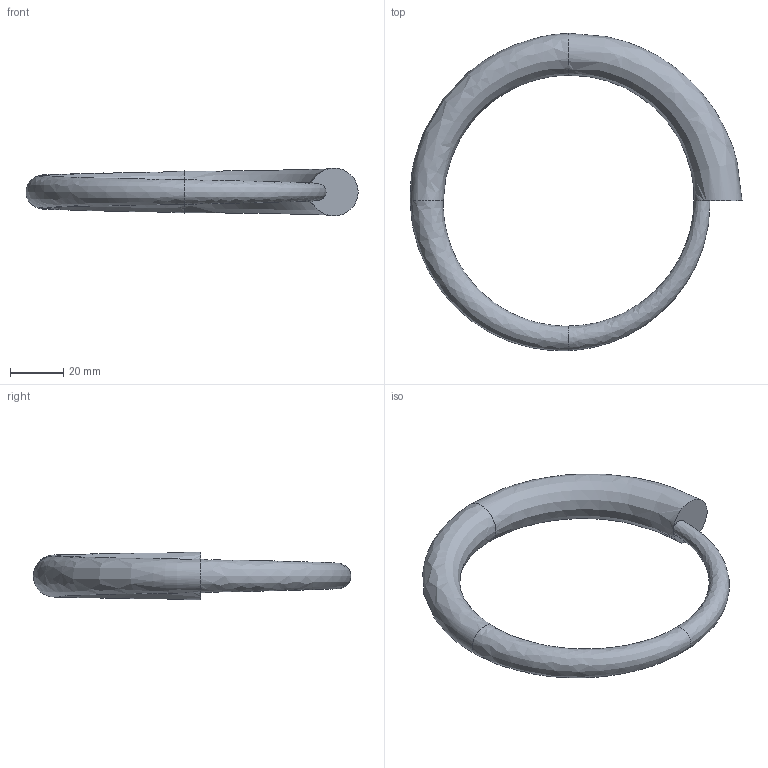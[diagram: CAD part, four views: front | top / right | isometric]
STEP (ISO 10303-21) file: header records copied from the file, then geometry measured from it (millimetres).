
FILE_DESCRIPTION(/* description */ (''),/* implementation_level */ '2;1');
FILE_NAME(/* name */ 'Turbine housing solid.step',/* time_stamp */ '2020-04-09T14:58:38-04:00',/* author */ (''),/* organization */ (''),/* preprocessor_version */ 'ST-DEVELOPER v18',/* originating_system */ 'Autodesk Translation Framework v8.12.0.6',/* authorisation */ '');
FILE_SCHEMA (('AUTOMOTIVE_DESIGN { 1 0 10303 214 3 1 1 }'));
Length unit declared in the file: millimetre
Products named in the file (1): Turbine housing
Bounding box: 124.49 x 119 x 17.99 mm (x, y, z)
Volume: 44331.6 mm3; surface area: 13351.5 mm2
Topology: 1 solids, 1 shells, 5 faces, 12 edges, 7 vertices
Faces by surface type: bspline 4, plane 1
Entity records: 642 total; most frequent: CARTESIAN_POINT 500, ORIENTED_EDGE 24, DIRECTION 20, EDGE_CURVE 12, AXIS2_PLACEMENT_3D 10, CIRCLE 8, VERTEX_POINT 7, FACE_OUTER_BOUND 5
